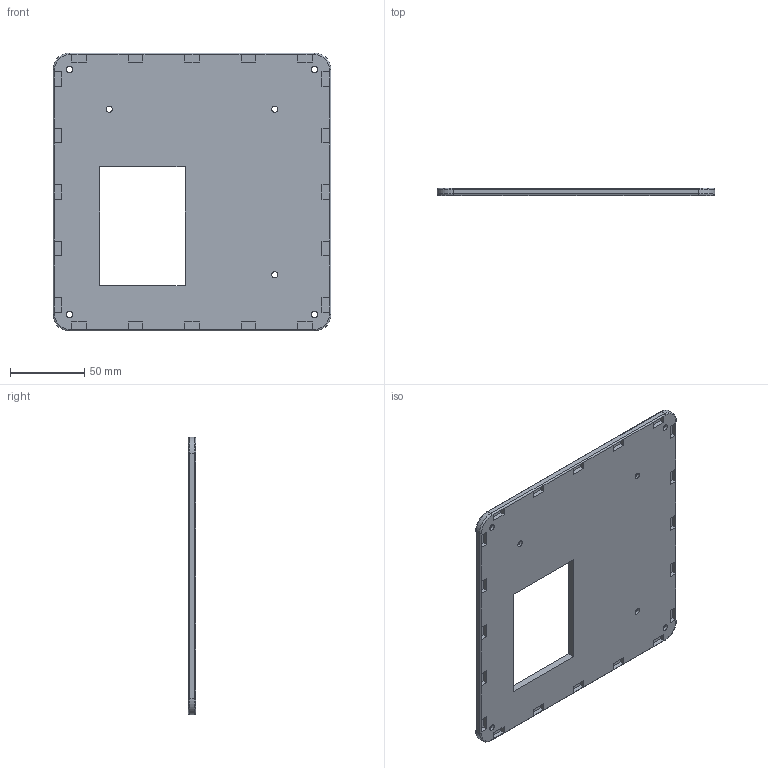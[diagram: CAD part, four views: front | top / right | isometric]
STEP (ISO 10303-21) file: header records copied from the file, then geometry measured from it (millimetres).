
FILE_DESCRIPTION(/* description */ (''),/* implementation_level */ '2;1');
FILE_NAME(/* name */ 'Top v3.stp',/* time_stamp */ '2016-11-16T23:58:37+01:00',/* author */ (''),/* organization */ (''),/* preprocessor_version */ 'ST-DEVELOPER v16.5',/* originating_system */ 'Autodesk Translation Framework v5.2.0.2920',/* authorisation */ '');
FILE_SCHEMA (('AUTOMOTIVE_DESIGN { 1 0 10303 214 3 1 1 }'));
Length unit declared in the file: millimetre
Products named in the file (1): Top v3
Bounding box: 187 x 5 x 187 mm (x, y, z)
Volume: 146746.5 mm3; surface area: 67236.3 mm2
Topology: 1 solids, 1 shells, 151 faces, 382 edges, 245 vertices
Faces by surface type: plane 117, cylinder 26, torus 8
Full cylindrical faces by diameter (mm): 4.2 x7, 8 x7
Entity records: 4395 total; most frequent: CARTESIAN_POINT 751, DIRECTION 735, ORIENTED_EDGE 722, EDGE_CURVE 361, LINE 291, VECTOR 291, VERTEX_POINT 238, AXIS2_PLACEMENT_3D 222
